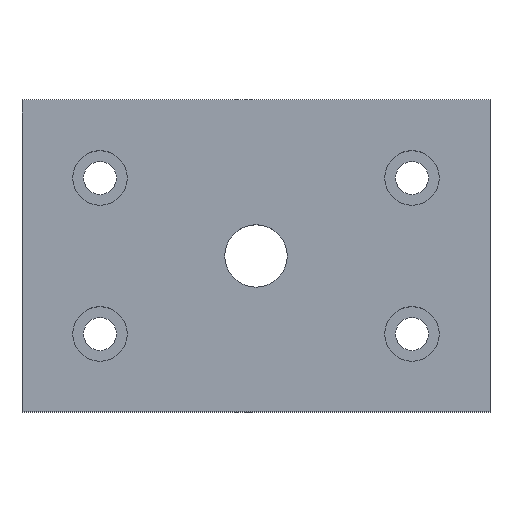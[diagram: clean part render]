
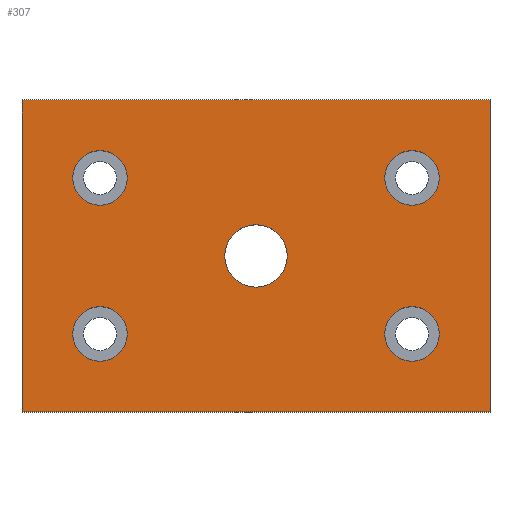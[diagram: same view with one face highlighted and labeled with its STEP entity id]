
A CAD part, top view. The second image highlights one B-rep face of the part: STEP entity #307.
In plain terms, the highlighted planar face has unit normal (0, 0, 1).
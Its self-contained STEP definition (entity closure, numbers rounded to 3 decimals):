
#24=FACE_BOUND('',#80,.T.);
#25=FACE_BOUND('',#81,.T.);
#26=FACE_BOUND('',#82,.T.);
#27=FACE_BOUND('',#83,.T.);
#28=FACE_BOUND('',#84,.T.);
#38=CIRCLE('',#350,8.);
#39=CIRCLE('',#351,7.);
#40=CIRCLE('',#352,7.);
#41=CIRCLE('',#353,7.);
#42=CIRCLE('',#354,7.);
#60=FACE_OUTER_BOUND('',#79,.T.);
#79=EDGE_LOOP('',(#231,#232,#233,#234));
#80=EDGE_LOOP('',(#235));
#81=EDGE_LOOP('',(#236));
#82=EDGE_LOOP('',(#237));
#83=EDGE_LOOP('',(#238));
#84=EDGE_LOOP('',(#239));
#111=LINE('',#488,#132);
#114=LINE('',#494,#135);
#117=LINE('',#500,#138);
#119=LINE('',#503,#140);
#132=VECTOR('',#389,80.);
#135=VECTOR('',#394,120.);
#138=VECTOR('',#399,80.);
#140=VECTOR('',#403,120.);
#150=VERTEX_POINT('',#481);
#153=VERTEX_POINT('',#486);
#155=VERTEX_POINT('',#492);
#157=VERTEX_POINT('',#498);
#158=VERTEX_POINT('',#505);
#159=VERTEX_POINT('',#507);
#160=VERTEX_POINT('',#509);
#161=VERTEX_POINT('',#511);
#162=VERTEX_POINT('',#513);
#179=EDGE_CURVE('',#150,#153,#111,.T.);
#182=EDGE_CURVE('',#153,#155,#114,.T.);
#185=EDGE_CURVE('',#155,#157,#117,.T.);
#187=EDGE_CURVE('',#157,#150,#119,.T.);
#188=EDGE_CURVE('',#158,#158,#38,.F.);
#189=EDGE_CURVE('',#159,#159,#39,.T.);
#190=EDGE_CURVE('',#160,#160,#40,.T.);
#191=EDGE_CURVE('',#161,#161,#41,.T.);
#192=EDGE_CURVE('',#162,#162,#42,.T.);
#231=ORIENTED_EDGE('',*,*,#179,.T.);
#232=ORIENTED_EDGE('',*,*,#182,.T.);
#233=ORIENTED_EDGE('',*,*,#185,.T.);
#234=ORIENTED_EDGE('',*,*,#187,.T.);
#235=ORIENTED_EDGE('',*,*,#188,.F.);
#236=ORIENTED_EDGE('',*,*,#189,.F.);
#237=ORIENTED_EDGE('',*,*,#190,.F.);
#238=ORIENTED_EDGE('',*,*,#191,.F.);
#239=ORIENTED_EDGE('',*,*,#192,.F.);
#297=PLANE('',#349);
#307=ADVANCED_FACE('',(#60,#24,#25,#26,#27,#28),#297,.T.);
#349=AXIS2_PLACEMENT_3D('',#504,#404,#405);
#350=AXIS2_PLACEMENT_3D('',#506,#406,#407);
#351=AXIS2_PLACEMENT_3D('',#508,#408,#409);
#352=AXIS2_PLACEMENT_3D('',#510,#410,#411);
#353=AXIS2_PLACEMENT_3D('',#512,#412,#413);
#354=AXIS2_PLACEMENT_3D('',#514,#414,#415);
#389=DIRECTION('',(0.,1.,0.));
#394=DIRECTION('',(-1.,0.,0.));
#399=DIRECTION('',(0.,-1.,0.));
#403=DIRECTION('',(1.,0.,0.));
#404=DIRECTION('center_axis',(0.,0.,1.));
#405=DIRECTION('ref_axis',(1.,0.,0.));
#406=DIRECTION('center_axis',(0.,0.,-1.));
#407=DIRECTION('ref_axis',(1.,0.,0.));
#408=DIRECTION('center_axis',(0.,0.,1.));
#409=DIRECTION('ref_axis',(1.,0.,0.));
#410=DIRECTION('center_axis',(0.,0.,1.));
#411=DIRECTION('ref_axis',(1.,0.,0.));
#412=DIRECTION('center_axis',(0.,0.,1.));
#413=DIRECTION('ref_axis',(1.,0.,0.));
#414=DIRECTION('center_axis',(0.,0.,1.));
#415=DIRECTION('ref_axis',(1.,0.,0.));
#481=CARTESIAN_POINT('',(60.,-40.,12.));
#486=CARTESIAN_POINT('',(60.,40.,12.));
#488=CARTESIAN_POINT('',(60.,-40.,12.));
#492=CARTESIAN_POINT('',(-60.,40.,12.));
#494=CARTESIAN_POINT('',(60.,40.,12.));
#498=CARTESIAN_POINT('',(-60.,-40.,12.));
#500=CARTESIAN_POINT('',(-60.,40.,12.));
#503=CARTESIAN_POINT('',(-60.,-40.,12.));
#504=CARTESIAN_POINT('Origin',(-72.,-48.,12.));
#505=CARTESIAN_POINT('',(-8.,0.,12.));
#506=CARTESIAN_POINT('Origin',(0.,0.,12.));
#507=CARTESIAN_POINT('',(-47.,20.,12.));
#508=CARTESIAN_POINT('Origin',(-40.,20.,12.));
#509=CARTESIAN_POINT('',(33.,20.,12.));
#510=CARTESIAN_POINT('Origin',(40.,20.,12.));
#511=CARTESIAN_POINT('',(33.,-20.,12.));
#512=CARTESIAN_POINT('Origin',(40.,-20.,12.));
#513=CARTESIAN_POINT('',(-47.,-20.,12.));
#514=CARTESIAN_POINT('Origin',(-40.,-20.,12.));
